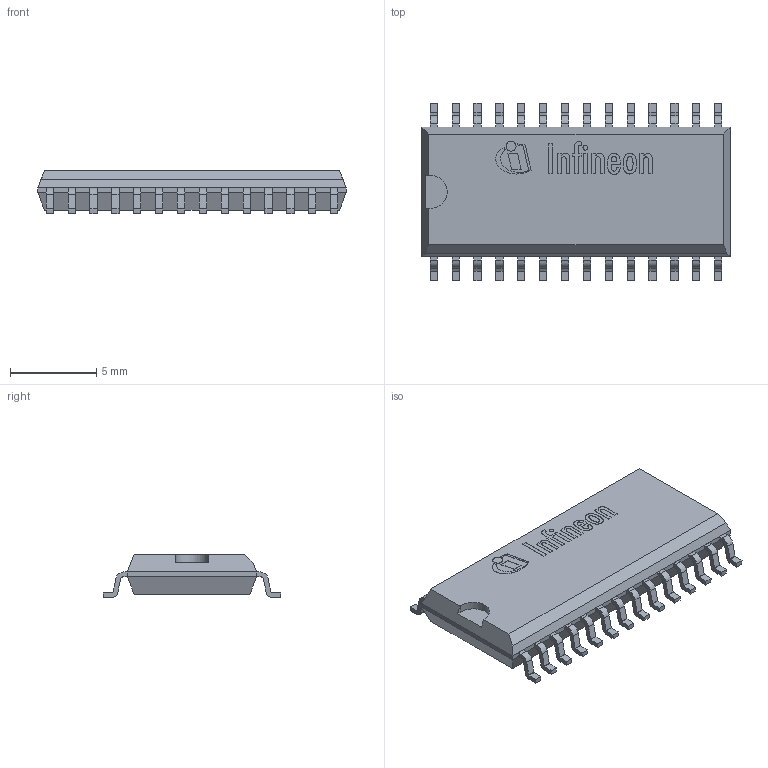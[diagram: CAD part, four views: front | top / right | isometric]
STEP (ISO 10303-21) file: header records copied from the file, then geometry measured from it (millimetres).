
FILE_DESCRIPTION(/* description */ (''),/* implementation_level */ '2;1');
FILE_NAME(/* name */ 'PG-DSO-28-901.stp',/* time_stamp */ '2017-09-18T11:48:21+08:00',/* author */ ('guptavas'),/* organization */ (''),/* preprocessor_version */ 'ST-DEVELOPER v15.2',/* originating_system */ 'Autodesk Inventor 2014',/* authorisation */ '');
FILE_SCHEMA (('CONFIG_CONTROL_DESIGN'));
Length unit declared in the file: millimetre
Products named in the file (6): PG-DSO-28-901_UPPER_MOLD; PG-DSO-28-901_MIDDLE_MOLD; PG-DSO-28-901_LOWER_MOLD; PG-DSO-28-901_GULWING; PG-DSO-28-901_LOGO; PG-DSO-28-901
Assembly tree (32 placements, depth 2):
  PG-DSO-28-901
    PG-DSO-28-901_UPPER_MOLD
    PG-DSO-28-901_MIDDLE_MOLD
    PG-DSO-28-901_LOWER_MOLD
    PG-DSO-28-901_GULWING  x28
    PG-DSO-28-901_LOGO
Bounding box: 17.9 x 10.32 x 2.51 mm (x, y, z)
Volume: 294.3 mm3; surface area: 991.8 mm2
Topology: 43 solids, 43 shells, 632 faces, 1638 edges, 1092 vertices
Faces by surface type: plane 382, cylinder 249, bspline 1
Full cylindrical faces by diameter (mm): 0.278 x1, 0.577 x1
Entity records: 8284 total; most frequent: DIRECTION 1530, CARTESIAN_POINT 1409, ORIENTED_EDGE 1328, EDGE_CURVE 664, AXIS2_PLACEMENT_3D 575, VERTEX_POINT 444, LINE 380, VECTOR 380
